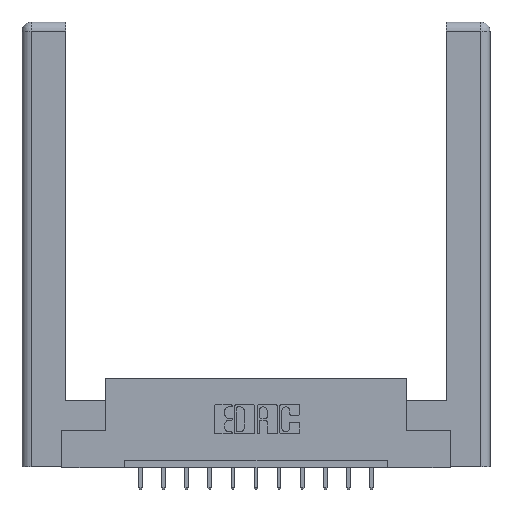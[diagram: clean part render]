
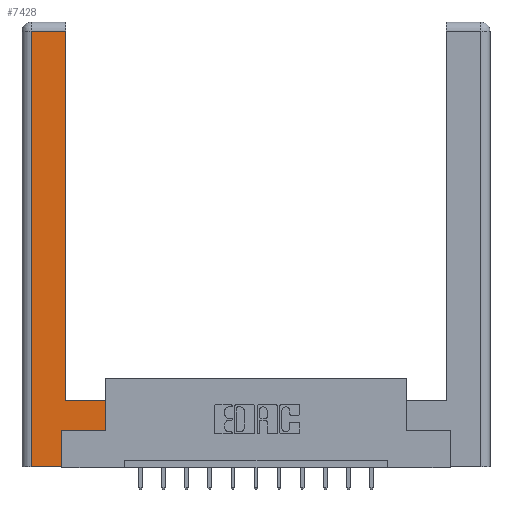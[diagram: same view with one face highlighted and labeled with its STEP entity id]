
A CAD part, top view. The second image highlights one B-rep face of the part: STEP entity #7428.
In plain terms, the highlighted planar face has unit normal (0, 0, 1).
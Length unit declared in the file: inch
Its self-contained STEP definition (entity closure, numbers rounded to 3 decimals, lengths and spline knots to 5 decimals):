
#48 = CARTESIAN_POINT ( 'NONE',  ( 0.295, 3., 0. ) ) ;
#229 = ORIENTED_EDGE ( 'NONE', *, *, #13457, .T. ) ;
#284 = VERTEX_POINT ( 'NONE', #11956 ) ;
#1138 = DIRECTION ( 'NONE',  ( 0., 1., 0. ) ) ;
#1564 = CARTESIAN_POINT ( 'NONE',  ( 0.0615, 0., 0. ) ) ;
#1855 = CARTESIAN_POINT ( 'NONE',  ( 0.295, 2.94, 0. ) ) ;
#2330 = DIRECTION ( 'NONE',  ( -1., 0., 0. ) ) ;
#2604 = EDGE_CURVE ( 'NONE', #3119, #284, #5738, .T. ) ;
#2685 = CARTESIAN_POINT ( 'NONE',  ( 0.0615, 2.94, 0. ) ) ;
#2698 = CARTESIAN_POINT ( 'NONE',  ( 0.0615, 2.94, 0. ) ) ;
#2916 = LINE ( 'NONE', #6842, #3645 ) ;
#2967 = EDGE_CURVE ( 'NONE', #9418, #5376, #4649, .T. ) ;
#3119 = VERTEX_POINT ( 'NONE', #11825 ) ;
#3164 = ORIENTED_EDGE ( 'NONE', *, *, #2967, .T. ) ;
#3277 = EDGE_CURVE ( 'NONE', #284, #3317, #11037, .T. ) ;
#3317 = VERTEX_POINT ( 'NONE', #12927 ) ;
#3506 = VECTOR ( 'NONE', #8728, 39.37008 ) ;
#3551 = CARTESIAN_POINT ( 'NONE',  ( 0.565, 0.45, 0. ) ) ;
#3645 = VECTOR ( 'NONE', #1138, 39.37008 ) ;
#3907 = VECTOR ( 'NONE', #11432, 39.37008 ) ;
#4200 = DIRECTION ( 'NONE',  ( 1., 0., 0. ) ) ;
#4239 = CARTESIAN_POINT ( 'NONE',  ( 0.0615, 0., 0. ) ) ;
#4361 = VECTOR ( 'NONE', #11862, 39.37008 ) ;
#4649 = LINE ( 'NONE', #48, #3907 ) ;
#4737 = ORIENTED_EDGE ( 'NONE', *, *, #7060, .T. ) ;
#4803 = EDGE_CURVE ( 'NONE', #3317, #9418, #5492, .T. ) ;
#4819 = CARTESIAN_POINT ( 'NONE',  ( 0.265, 0., 0. ) ) ;
#4867 = DIRECTION ( 'NONE',  ( 0., 1., 0. ) ) ;
#5040 = AXIS2_PLACEMENT_3D ( 'NONE', #9394, #5992, #2330 ) ;
#5376 = VERTEX_POINT ( 'NONE', #1855 ) ;
#5492 = LINE ( 'NONE', #6651, #3506 ) ;
#5683 = VECTOR ( 'NONE', #12735, 39.37008 ) ;
#5738 = LINE ( 'NONE', #11018, #12329 ) ;
#5790 = LINE ( 'NONE', #1564, #4361 ) ;
#5839 = LINE ( 'NONE', #4819, #5683 ) ;
#5992 = DIRECTION ( 'NONE',  ( 0., 0., -1. ) ) ;
#6019 = ORIENTED_EDGE ( 'NONE', *, *, #3277, .T. ) ;
#6202 = EDGE_LOOP ( 'NONE', ( #3164, #6266, #4737, #7473, #229, #14167, #6019, #8121 ) ) ;
#6209 = VERTEX_POINT ( 'NONE', #2685 ) ;
#6266 = ORIENTED_EDGE ( 'NONE', *, *, #6269, .T. ) ;
#6269 = EDGE_CURVE ( 'NONE', #5376, #6209, #6873, .T. ) ;
#6651 = CARTESIAN_POINT ( 'NONE',  ( 0.295, 0.45, 0. ) ) ;
#6842 = CARTESIAN_POINT ( 'NONE',  ( 0.265, 0.245, 0. ) ) ;
#6873 = LINE ( 'NONE', #2698, #9888 ) ;
#7060 = EDGE_CURVE ( 'NONE', #6209, #14773, #5790, .T. ) ;
#7107 = VECTOR ( 'NONE', #4867, 39.37008 ) ;
#7428 = ADVANCED_FACE ( 'NONE', ( #7731 ), #9111, .F. ) ;
#7473 = ORIENTED_EDGE ( 'NONE', *, *, #11473, .T. ) ;
#7731 = FACE_OUTER_BOUND ( 'NONE', #6202, .T. ) ;
#8121 = ORIENTED_EDGE ( 'NONE', *, *, #4803, .T. ) ;
#8260 = CARTESIAN_POINT ( 'NONE',  ( 0.265, 0., 0. ) ) ;
#8728 = DIRECTION ( 'NONE',  ( -1., 0., 0. ) ) ;
#9111 = PLANE ( 'NONE',  #5040 ) ;
#9394 = CARTESIAN_POINT ( 'NONE',  ( 0., 0., 0. ) ) ;
#9418 = VERTEX_POINT ( 'NONE', #10570 ) ;
#9888 = VECTOR ( 'NONE', #10577, 39.37008 ) ;
#10570 = CARTESIAN_POINT ( 'NONE',  ( 0.295, 0.45, 0. ) ) ;
#10577 = DIRECTION ( 'NONE',  ( -1., 0., 0. ) ) ;
#11014 = VERTEX_POINT ( 'NONE', #8260 ) ;
#11018 = CARTESIAN_POINT ( 'NONE',  ( 0.565, 0.245, 0. ) ) ;
#11037 = LINE ( 'NONE', #3551, #7107 ) ;
#11432 = DIRECTION ( 'NONE',  ( 0., 1., 0. ) ) ;
#11473 = EDGE_CURVE ( 'NONE', #14773, #11014, #5839, .T. ) ;
#11825 = CARTESIAN_POINT ( 'NONE',  ( 0.265, 0.245, 0. ) ) ;
#11862 = DIRECTION ( 'NONE',  ( 0., -1., 0. ) ) ;
#11956 = CARTESIAN_POINT ( 'NONE',  ( 0.565, 0.245, 0. ) ) ;
#12329 = VECTOR ( 'NONE', #4200, 39.37008 ) ;
#12735 = DIRECTION ( 'NONE',  ( 1., 0., 0. ) ) ;
#12927 = CARTESIAN_POINT ( 'NONE',  ( 0.565, 0.45, 0. ) ) ;
#13457 = EDGE_CURVE ( 'NONE', #11014, #3119, #2916, .T. ) ;
#14167 = ORIENTED_EDGE ( 'NONE', *, *, #2604, .T. ) ;
#14773 = VERTEX_POINT ( 'NONE', #4239 ) ;
